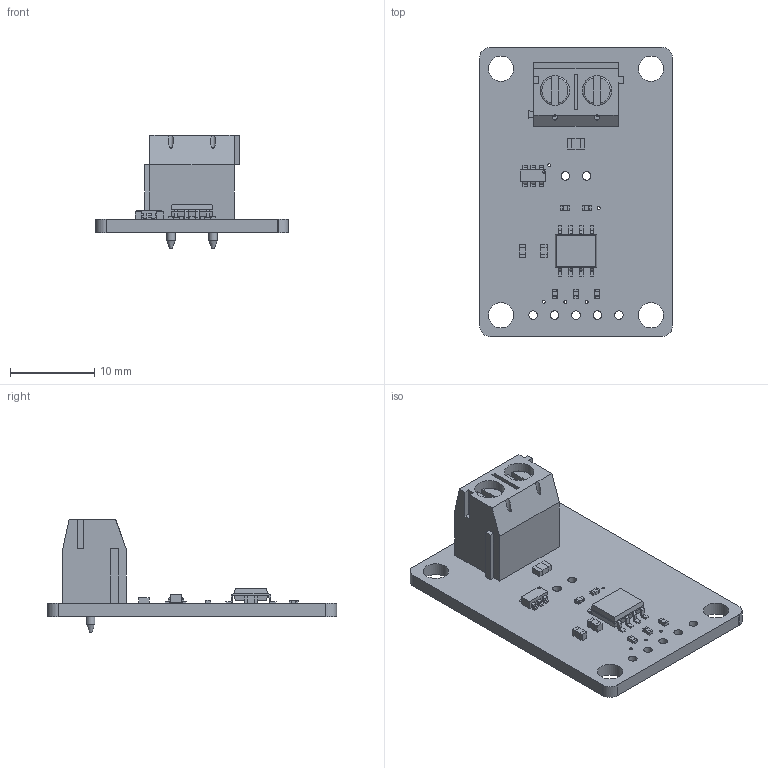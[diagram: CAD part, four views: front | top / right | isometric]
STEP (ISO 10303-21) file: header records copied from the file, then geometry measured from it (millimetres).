
FILE_DESCRIPTION(/* description */ (''),/* implementation_level */ '2;1');
FILE_NAME(/* name */ 'MAX487_Devboard v1.step',/* time_stamp */ '2022-09-14T14:52:31+02:00',/* author */ (''),/* organization */ (''),/* preprocessor_version */ 'ST-DEVELOPER v19',/* originating_system */ 'Autodesk Translation Framework v11.7.0.108',/* authorisation */ '');
FILE_SCHEMA (('AUTOMOTIVE_DESIGN { 1 0 10303 214 3 1 1 }'));
Length unit declared in the file: millimetre
Products named in the file (9): MAX487_Devboard; Board; Packages; 691102710002; SOT-23-6; SOIC127P600X175-8N; C0603; R0402; R0805
Assembly tree (13 placements, depth 3):
  MAX487_Devboard
    Board
    Packages
      691102710002
      SOT-23-6
      SOIC127P600X175-8N
      C0603  x2
      R0402  x5
      R0805
Bounding box: 22.86 x 34.29 x 13.5 mm (x, y, z)
Volume: 1746.6 mm3; surface area: 3300.4 mm2
Topology: 26 solids, 26 shells, 757 faces, 1777 edges, 1090 vertices
Faces by surface type: plane 415, cylinder 248, sphere 80, cone 8, torus 6
Full cylindrical faces by diameter (mm): 0.3 x1, 0.35 x8, 0.6 x2, 1 x2, 1.016 x7, 1.3 x2, 2 x2, 2.5 x2, 2.75 x2, 3 x6, 3.5 x4
Entity records: 16272 total; most frequent: CARTESIAN_POINT 2835, DIRECTION 2711, ORIENTED_EDGE 2618, EDGE_CURVE 1309, LINE 963, VECTOR 963, AXIS2_PLACEMENT_3D 874, VERTEX_POINT 842
